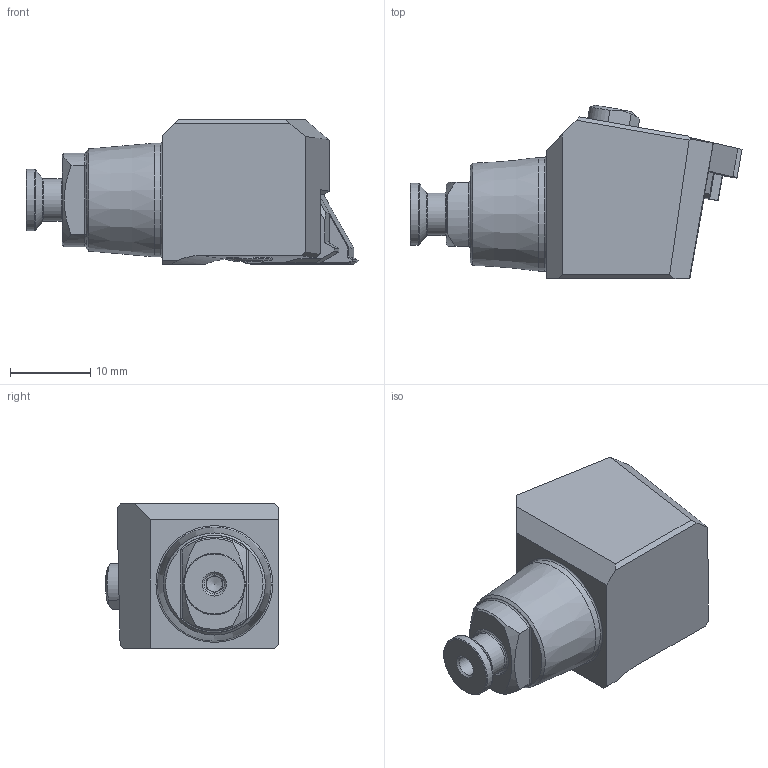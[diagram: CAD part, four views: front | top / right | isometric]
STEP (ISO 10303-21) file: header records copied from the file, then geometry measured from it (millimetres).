
FILE_DESCRIPTION (( 'STEP AP214' ), '1' );
FILE_NAME ('LW4.KGB.RGR.025.STEP', '2021-08-19T15:28:00', ( '' ), ( '' ), 'SwSTEP 2.0', 'SolidWorks 2017', '' );
FILE_SCHEMA (( 'AUTOMOTIVE_DESIGN' ));
Length unit declared in the file: millimetre
Products named in the file (9): LW4-KGB.RGR.025_A; LW4-U00.ER1.000_B; WGB-ER3.001.007_A; WGB-ER2.102.003_A; LT16ER; LWX-ER1.007.002; WGB-ER2.001.012_A; LW4.KGB.RGR.025; ISO 14581 - M2x10
Assembly tree (8 placements, depth 2):
  LW4.KGB.RGR.025
    LW4-KGB.RGR.025_A
    LW4-U00.ER1.000_B
    LWX-ER1.007.002
    ISO 14581 - M2x10
    WGB-ER3.001.007_A
    WGB-ER2.102.003_A
    WGB-ER2.001.012_A
    LT16ER
Bounding box: 41.41 x 21.58 x 18 mm (x, y, z)
Volume: 7628.9 mm3; surface area: 4674.1 mm2
Topology: 8 solids, 8 shells, 237 faces, 575 edges, 359 vertices
Faces by surface type: plane 106, cylinder 76, cone 43, torus 12
Full cylindrical faces by diameter (mm): 1.6 x1, 2 x2, 2.5 x1, 2.578 x2, 2.775 x1, 3 x3, 3.175 x1, 3.8 x1, 4 x1, 4.025 x1, 5 x1, 5.3 x1, 5.5 x3, 6 x1, 7.7 x1, 14.175 x1
Entity records: 7243 total; most frequent: CARTESIAN_POINT 1535, DIRECTION 1106, ORIENTED_EDGE 992, EDGE_CURVE 496, AXIS2_PLACEMENT_3D 432, VERTEX_POINT 343, EDGE_LOOP 315, FACE_OUTER_BOUND 269
